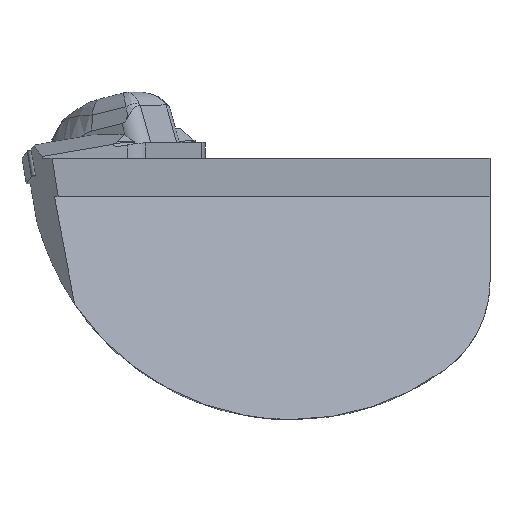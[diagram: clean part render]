
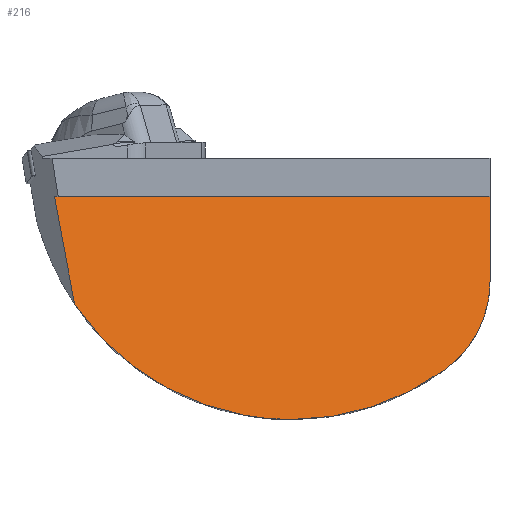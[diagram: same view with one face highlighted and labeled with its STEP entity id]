
A CAD part, top view. The second image highlights one B-rep face of the part: STEP entity #216.
In plain terms, the highlighted planar face has unit normal (0, 0.259, 0.966).
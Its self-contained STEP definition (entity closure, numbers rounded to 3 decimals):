
#154=ELLIPSE('',#1650,49.693,48.);
#155=ELLIPSE('',#1653,49.693,48.);
#156=ELLIPSE('',#1656,20.706,20.);
#216=ADVANCED_FACE('',(#340),#288,.F.);
#288=PLANE('',#1657);
#340=FACE_OUTER_BOUND('',#412,.T.);
#412=EDGE_LOOP('',(#660,#661,#662,#663,#664,#665,#666));
#660=ORIENTED_EDGE('',*,*,#1192,.F.);
#661=ORIENTED_EDGE('',*,*,#1107,.T.);
#662=ORIENTED_EDGE('',*,*,#1186,.T.);
#663=ORIENTED_EDGE('',*,*,#1191,.T.);
#664=ORIENTED_EDGE('',*,*,#1189,.T.);
#665=ORIENTED_EDGE('',*,*,#1193,.T.);
#666=ORIENTED_EDGE('',*,*,#1194,.T.);
#963=VERTEX_POINT('',#2176);
#964=VERTEX_POINT('',#2178);
#1018=VERTEX_POINT('',#2379);
#1020=VERTEX_POINT('',#2385);
#1021=VERTEX_POINT('',#2387);
#1022=VERTEX_POINT('',#2393);
#1023=VERTEX_POINT('',#2395);
#1107=EDGE_CURVE('',#964,#963,#1318,.T.);
#1186=EDGE_CURVE('',#963,#1018,#154,.T.);
#1189=EDGE_CURVE('',#1021,#1020,#155,.T.);
#1191=EDGE_CURVE('',#1018,#1021,#1375,.T.);
#1192=EDGE_CURVE('',#964,#1022,#1376,.T.);
#1193=EDGE_CURVE('',#1020,#1023,#156,.T.);
#1194=EDGE_CURVE('',#1023,#1022,#1377,.T.);
#1318=LINE('',#2177,#1438);
#1375=LINE('',#2390,#1495);
#1376=LINE('',#2392,#1496);
#1377=LINE('',#2396,#1497);
#1438=VECTOR('',#1771,1.);
#1495=VECTOR('',#1910,1.);
#1496=VECTOR('',#1913,1.);
#1497=VECTOR('',#1916,1.);
#1650=AXIS2_PLACEMENT_3D('',#2380,#1898,#1899);
#1653=AXIS2_PLACEMENT_3D('',#2386,#1905,#1906);
#1656=AXIS2_PLACEMENT_3D('',#2394,#1914,#1915);
#1657=AXIS2_PLACEMENT_3D('',#2397,#1917,#1918);
#1771=DIRECTION('',(0.178,-0.95,0.255));
#1898=DIRECTION('',(0.,0.259,0.966));
#1899=DIRECTION('',(0.,-0.966,0.259));
#1905=DIRECTION('',(0.,0.259,0.966));
#1906=DIRECTION('',(0.,-0.966,0.259));
#1910=DIRECTION('',(1.,0.,0.));
#1913=DIRECTION('',(1.,0.,0.));
#1914=DIRECTION('',(0.,0.259,0.966));
#1915=DIRECTION('',(0.,-0.966,0.259));
#1916=DIRECTION('',(0.,0.966,-0.259));
#1917=DIRECTION('',(0.,-0.259,-0.966));
#1918=DIRECTION('',(0.,-0.966,0.259));
#2176=CARTESIAN_POINT('',(-39.825,-26.796,5.304));
#2177=CARTESIAN_POINT('',(-37.887,-37.139,8.076));
#2178=CARTESIAN_POINT('',(-43.535,-7.,0.));
#2379=CARTESIAN_POINT('',(-0.001,-48.,10.986));
#2380=CARTESIAN_POINT('',(-0.001,0.,-1.876));
#2385=CARTESIAN_POINT('',(28.286,-38.78,8.516));
#2386=CARTESIAN_POINT('',(0.,0.,-1.876));
#2387=CARTESIAN_POINT('',(0.,-48.,10.986));
#2390=CARTESIAN_POINT('',(-100.,-48.,10.986));
#2392=CARTESIAN_POINT('',(-100.,-7.,0.));
#2393=CARTESIAN_POINT('',(36.5,-7.,0.));
#2394=CARTESIAN_POINT('',(16.5,-22.622,4.186));
#2395=CARTESIAN_POINT('',(36.5,-22.622,4.186));
#2396=CARTESIAN_POINT('',(36.5,-48.,10.986));
#2397=CARTESIAN_POINT('',(-100.,-48.,10.986));
